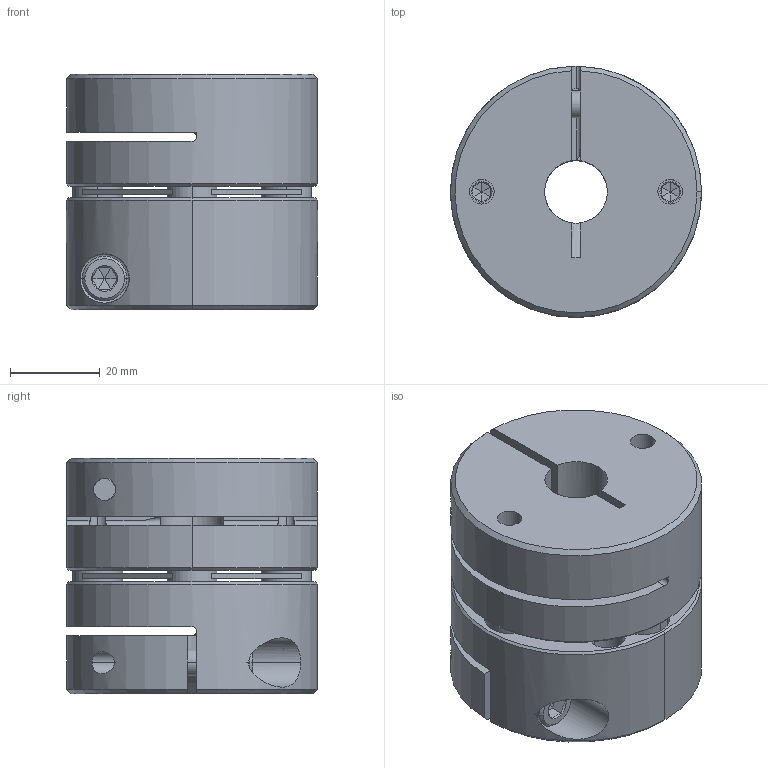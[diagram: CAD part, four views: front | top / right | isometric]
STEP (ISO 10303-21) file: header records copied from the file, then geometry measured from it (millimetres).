
FILE_DESCRIPTION((''),'2;1');
FILE_NAME('ROBA-DS__SIZE_6_TYPE_950_440','2021-06-03T11:33:40',('procad'),('Chr. Mayr GmbH + Co. KG'),'CREO PARAMETRIC BY PTC INC, 2019471','CREO PARAMETRIC BY PTC INC, 2019471','');
FILE_SCHEMA(('CONFIG_CONTROL_DESIGN','SHAPE_APPEARANCE_LAYERS_GROUPS'));
Length unit declared in the file: millimetre
Products named in the file (1): ROBA-DS__SIZE_6_TYPE_950_440
Bounding box: 56 x 56 x 52.6 mm (x, y, z)
Volume: 103858.6 mm3; surface area: 33319.6 mm2
Topology: 1 solids, 1 shells, 319 faces, 737 edges, 428 vertices
Faces by surface type: plane 118, cylinder 113, cone 84, torus 4
Entity records: 10591 total; most frequent: CARTESIAN_POINT 2776, DIRECTION 1599, ORIENTED_EDGE 1450, EDGE_CURVE 725, AXIS2_PLACEMENT_3D 631, VERTEX_POINT 428, EDGE_LOOP 365, VECTOR 337
